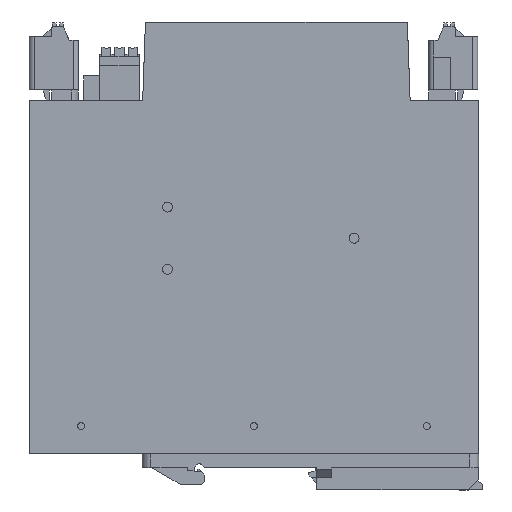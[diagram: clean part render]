
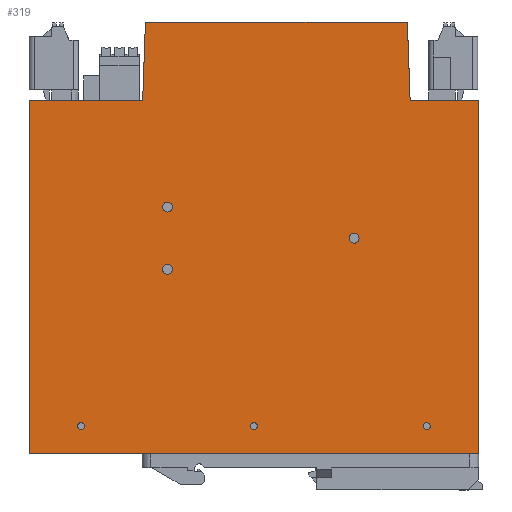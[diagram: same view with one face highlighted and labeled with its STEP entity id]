
A CAD part, left-side view. The second image highlights one B-rep face of the part: STEP entity #319.
In plain terms, the highlighted planar face has unit normal (-1, 0, 0).
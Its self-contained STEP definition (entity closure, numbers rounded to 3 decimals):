
#136=AXIS2_PLACEMENT_3D('Plane Axis2P3D',#133,#134,#135) ;
#213=AXIS2_PLACEMENT_3D('Circle Axis2P3D',#211,#212,$) ;
#222=AXIS2_PLACEMENT_3D('Circle Axis2P3D',#220,#221,$) ;
#231=AXIS2_PLACEMENT_3D('Circle Axis2P3D',#229,#230,$) ;
#240=AXIS2_PLACEMENT_3D('Circle Axis2P3D',#238,#239,$) ;
#249=AXIS2_PLACEMENT_3D('Circle Axis2P3D',#247,#248,$) ;
#258=AXIS2_PLACEMENT_3D('Circle Axis2P3D',#256,#257,$) ;
#267=AXIS2_PLACEMENT_3D('Circle Axis2P3D',#265,#266,$) ;
#276=AXIS2_PLACEMENT_3D('Circle Axis2P3D',#274,#275,$) ;
#285=AXIS2_PLACEMENT_3D('Circle Axis2P3D',#283,#284,$) ;
#294=AXIS2_PLACEMENT_3D('Circle Axis2P3D',#292,#293,$) ;
#303=AXIS2_PLACEMENT_3D('Circle Axis2P3D',#301,#302,$) ;
#312=AXIS2_PLACEMENT_3D('Circle Axis2P3D',#310,#311,$) ;
#36=CARTESIAN_POINT('Line Origine',(0.,66.2,10.5)) ;
#40=CARTESIAN_POINT('Vertex',(0.,131.2,10.5)) ;
#42=CARTESIAN_POINT('Vertex',(0.,1.2,10.5)) ;
#133=CARTESIAN_POINT('Axis2P3D Location',(0.,66.2,72.85)) ;
#138=CARTESIAN_POINT('Line Origine',(0.,97.991,124.)) ;
#142=CARTESIAN_POINT('Vertex',(0.,98.386,112.7)) ;
#144=CARTESIAN_POINT('Vertex',(0.,97.597,135.3)) ;
#147=CARTESIAN_POINT('Line Origine',(0.,114.793,112.7)) ;
#151=CARTESIAN_POINT('Vertex',(0.,131.2,112.7)) ;
#154=CARTESIAN_POINT('Line Origine',(0.,131.2,61.6)) ;
#159=CARTESIAN_POINT('Line Origine',(0.,1.2,61.6)) ;
#163=CARTESIAN_POINT('Vertex',(0.,1.2,112.7)) ;
#166=CARTESIAN_POINT('Line Origine',(0.,11.107,112.7)) ;
#170=CARTESIAN_POINT('Vertex',(0.,21.014,112.7)) ;
#173=CARTESIAN_POINT('Line Origine',(0.,21.411,124.05)) ;
#177=CARTESIAN_POINT('Vertex',(0.,21.807,135.4)) ;
#180=CARTESIAN_POINT('Line Origine',(0.,59.7,135.4)) ;
#184=CARTESIAN_POINT('Vertex',(0.,97.593,135.4)) ;
#187=CARTESIAN_POINT('Line Origine',(0.,97.593,135.35)) ;
#191=CARTESIAN_POINT('Vertex',(0.,97.593,135.3)) ;
#194=CARTESIAN_POINT('Line Origine',(0.,97.595,135.3)) ;
#211=CARTESIAN_POINT('Axis2P3D Location',(0.,91.2,63.85)) ;
#215=CARTESIAN_POINT('Vertex',(0.,89.949,63.167)) ;
#217=CARTESIAN_POINT('Vertex',(0.,92.451,64.533)) ;
#220=CARTESIAN_POINT('Axis2P3D Location',(0.,91.2,63.85)) ;
#229=CARTESIAN_POINT('Axis2P3D Location',(0.,16.2,18.5)) ;
#233=CARTESIAN_POINT('Vertex',(0.,15.317,18.017)) ;
#235=CARTESIAN_POINT('Vertex',(0.,17.083,18.983)) ;
#238=CARTESIAN_POINT('Axis2P3D Location',(0.,16.2,18.5)) ;
#247=CARTESIAN_POINT('Axis2P3D Location',(0.,66.2,18.5)) ;
#251=CARTESIAN_POINT('Vertex',(0.,67.083,18.983)) ;
#253=CARTESIAN_POINT('Vertex',(0.,65.317,18.017)) ;
#256=CARTESIAN_POINT('Axis2P3D Location',(0.,66.2,18.5)) ;
#265=CARTESIAN_POINT('Axis2P3D Location',(0.,116.2,18.5)) ;
#269=CARTESIAN_POINT('Vertex',(0.,117.083,18.983)) ;
#271=CARTESIAN_POINT('Vertex',(0.,115.317,18.017)) ;
#274=CARTESIAN_POINT('Axis2P3D Location',(0.,116.2,18.5)) ;
#283=CARTESIAN_POINT('Axis2P3D Location',(0.,91.2,81.85)) ;
#287=CARTESIAN_POINT('Vertex',(0.,92.451,82.533)) ;
#289=CARTESIAN_POINT('Vertex',(0.,89.949,81.167)) ;
#292=CARTESIAN_POINT('Axis2P3D Location',(0.,91.2,81.85)) ;
#301=CARTESIAN_POINT('Axis2P3D Location',(0.,37.2,72.85)) ;
#305=CARTESIAN_POINT('Vertex',(0.,38.451,73.533)) ;
#307=CARTESIAN_POINT('Vertex',(0.,35.949,72.167)) ;
#310=CARTESIAN_POINT('Axis2P3D Location',(0.,37.2,72.85)) ;
#37=DIRECTION('Vector Direction',(0.,-1.,0.)) ;
#134=DIRECTION('Axis2P3D Direction',(-1.,0.,-0.)) ;
#135=DIRECTION('Axis2P3D XDirection',(0.,0.,-1.)) ;
#139=DIRECTION('Vector Direction',(0.,-0.035,0.999)) ;
#148=DIRECTION('Vector Direction',(0.,-1.,0.)) ;
#155=DIRECTION('Vector Direction',(0.,0.,-1.)) ;
#160=DIRECTION('Vector Direction',(0.,0.,1.)) ;
#167=DIRECTION('Vector Direction',(0.,1.,0.)) ;
#174=DIRECTION('Vector Direction',(0.,-0.035,-0.999)) ;
#181=DIRECTION('Vector Direction',(0.,-1.,0.)) ;
#188=DIRECTION('Vector Direction',(0.,0.,-1.)) ;
#195=DIRECTION('Vector Direction',(0.,1.,0.)) ;
#212=DIRECTION('Axis2P3D Direction',(-1.,0.,-0.)) ;
#221=DIRECTION('Axis2P3D Direction',(-1.,0.,-0.)) ;
#230=DIRECTION('Axis2P3D Direction',(-1.,0.,-0.)) ;
#239=DIRECTION('Axis2P3D Direction',(-1.,0.,-0.)) ;
#248=DIRECTION('Axis2P3D Direction',(-1.,0.,-0.)) ;
#257=DIRECTION('Axis2P3D Direction',(-1.,0.,-0.)) ;
#266=DIRECTION('Axis2P3D Direction',(-1.,0.,-0.)) ;
#275=DIRECTION('Axis2P3D Direction',(-1.,0.,-0.)) ;
#284=DIRECTION('Axis2P3D Direction',(-1.,0.,-0.)) ;
#293=DIRECTION('Axis2P3D Direction',(-1.,0.,-0.)) ;
#302=DIRECTION('Axis2P3D Direction',(-1.,0.,-0.)) ;
#311=DIRECTION('Axis2P3D Direction',(-1.,0.,-0.)) ;
#38=VECTOR('Line Direction',#37,1.) ;
#140=VECTOR('Line Direction',#139,1.) ;
#149=VECTOR('Line Direction',#148,1.) ;
#156=VECTOR('Line Direction',#155,1.) ;
#161=VECTOR('Line Direction',#160,1.) ;
#168=VECTOR('Line Direction',#167,1.) ;
#175=VECTOR('Line Direction',#174,1.) ;
#182=VECTOR('Line Direction',#181,1.) ;
#189=VECTOR('Line Direction',#188,1.) ;
#196=VECTOR('Line Direction',#195,1.) ;
#200=ORIENTED_EDGE('',*,*,#146,.F.) ;
#201=ORIENTED_EDGE('',*,*,#153,.F.) ;
#202=ORIENTED_EDGE('',*,*,#158,.F.) ;
#203=ORIENTED_EDGE('',*,*,#44,.T.) ;
#204=ORIENTED_EDGE('',*,*,#165,.F.) ;
#205=ORIENTED_EDGE('',*,*,#172,.T.) ;
#206=ORIENTED_EDGE('',*,*,#179,.F.) ;
#207=ORIENTED_EDGE('',*,*,#186,.F.) ;
#208=ORIENTED_EDGE('',*,*,#193,.T.) ;
#209=ORIENTED_EDGE('',*,*,#198,.T.) ;
#226=ORIENTED_EDGE('',*,*,#219,.F.) ;
#227=ORIENTED_EDGE('',*,*,#224,.F.) ;
#244=ORIENTED_EDGE('',*,*,#237,.F.) ;
#245=ORIENTED_EDGE('',*,*,#242,.F.) ;
#262=ORIENTED_EDGE('',*,*,#255,.F.) ;
#263=ORIENTED_EDGE('',*,*,#260,.F.) ;
#280=ORIENTED_EDGE('',*,*,#273,.F.) ;
#281=ORIENTED_EDGE('',*,*,#278,.F.) ;
#298=ORIENTED_EDGE('',*,*,#291,.F.) ;
#299=ORIENTED_EDGE('',*,*,#296,.F.) ;
#316=ORIENTED_EDGE('',*,*,#309,.F.) ;
#317=ORIENTED_EDGE('',*,*,#314,.F.) ;
#228=FACE_BOUND('',#225,.T.) ;
#246=FACE_BOUND('',#243,.T.) ;
#264=FACE_BOUND('',#261,.T.) ;
#282=FACE_BOUND('',#279,.T.) ;
#300=FACE_BOUND('',#297,.T.) ;
#318=FACE_BOUND('',#315,.T.) ;
#319=ADVANCED_FACE('STROMVERSORGUNG',(#210,#228,#246,#264,#282,#300,#318),#137,.T.) ;
#214=CIRCLE('generated circle',#213,1.425) ;
#223=CIRCLE('generated circle',#222,1.425) ;
#232=CIRCLE('generated circle',#231,1.007) ;
#241=CIRCLE('generated circle',#240,1.007) ;
#250=CIRCLE('generated circle',#249,1.007) ;
#259=CIRCLE('generated circle',#258,1.007) ;
#268=CIRCLE('generated circle',#267,1.007) ;
#277=CIRCLE('generated circle',#276,1.007) ;
#286=CIRCLE('generated circle',#285,1.425) ;
#295=CIRCLE('generated circle',#294,1.425) ;
#304=CIRCLE('generated circle',#303,1.425) ;
#313=CIRCLE('generated circle',#312,1.425) ;
#44=EDGE_CURVE('',#41,#43,#39,.T.) ;
#146=EDGE_CURVE('',#143,#145,#141,.T.) ;
#153=EDGE_CURVE('',#152,#143,#150,.T.) ;
#158=EDGE_CURVE('',#41,#152,#157,.F.) ;
#165=EDGE_CURVE('',#164,#43,#162,.F.) ;
#172=EDGE_CURVE('',#164,#171,#169,.T.) ;
#179=EDGE_CURVE('',#178,#171,#176,.T.) ;
#186=EDGE_CURVE('',#185,#178,#183,.T.) ;
#193=EDGE_CURVE('',#185,#192,#190,.T.) ;
#198=EDGE_CURVE('',#192,#145,#197,.T.) ;
#219=EDGE_CURVE('',#216,#218,#214,.T.) ;
#224=EDGE_CURVE('',#218,#216,#223,.T.) ;
#237=EDGE_CURVE('',#234,#236,#232,.T.) ;
#242=EDGE_CURVE('',#236,#234,#241,.T.) ;
#255=EDGE_CURVE('',#252,#254,#250,.T.) ;
#260=EDGE_CURVE('',#254,#252,#259,.T.) ;
#273=EDGE_CURVE('',#270,#272,#268,.T.) ;
#278=EDGE_CURVE('',#272,#270,#277,.T.) ;
#291=EDGE_CURVE('',#288,#290,#286,.T.) ;
#296=EDGE_CURVE('',#290,#288,#295,.T.) ;
#309=EDGE_CURVE('',#306,#308,#304,.T.) ;
#314=EDGE_CURVE('',#308,#306,#313,.T.) ;
#199=EDGE_LOOP('',(#200,#201,#202,#203,#204,#205,#206,#207,#208,#209)) ;
#225=EDGE_LOOP('',(#226,#227)) ;
#243=EDGE_LOOP('',(#244,#245)) ;
#261=EDGE_LOOP('',(#262,#263)) ;
#279=EDGE_LOOP('',(#280,#281)) ;
#297=EDGE_LOOP('',(#298,#299)) ;
#315=EDGE_LOOP('',(#316,#317)) ;
#210=FACE_OUTER_BOUND('',#199,.T.) ;
#39=LINE('Line',#36,#38) ;
#141=LINE('Line',#138,#140) ;
#150=LINE('Line',#147,#149) ;
#157=LINE('Line',#154,#156) ;
#162=LINE('Line',#159,#161) ;
#169=LINE('Line',#166,#168) ;
#176=LINE('Line',#173,#175) ;
#183=LINE('Line',#180,#182) ;
#190=LINE('Line',#187,#189) ;
#197=LINE('Line',#194,#196) ;
#137=PLANE('',#136) ;
#41=VERTEX_POINT('',#40) ;
#43=VERTEX_POINT('',#42) ;
#143=VERTEX_POINT('',#142) ;
#145=VERTEX_POINT('',#144) ;
#152=VERTEX_POINT('',#151) ;
#164=VERTEX_POINT('',#163) ;
#171=VERTEX_POINT('',#170) ;
#178=VERTEX_POINT('',#177) ;
#185=VERTEX_POINT('',#184) ;
#192=VERTEX_POINT('',#191) ;
#216=VERTEX_POINT('',#215) ;
#218=VERTEX_POINT('',#217) ;
#234=VERTEX_POINT('',#233) ;
#236=VERTEX_POINT('',#235) ;
#252=VERTEX_POINT('',#251) ;
#254=VERTEX_POINT('',#253) ;
#270=VERTEX_POINT('',#269) ;
#272=VERTEX_POINT('',#271) ;
#288=VERTEX_POINT('',#287) ;
#290=VERTEX_POINT('',#289) ;
#306=VERTEX_POINT('',#305) ;
#308=VERTEX_POINT('',#307) ;
